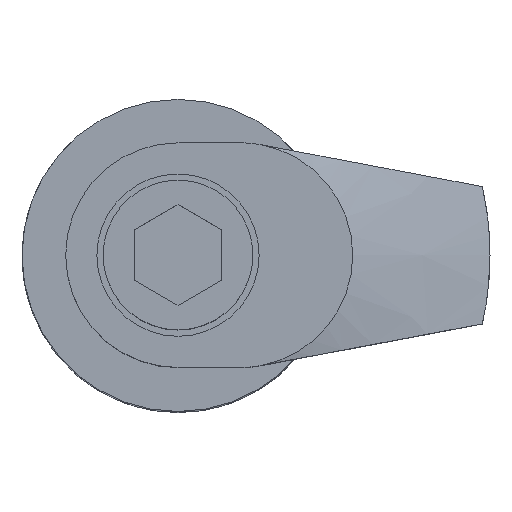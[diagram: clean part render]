
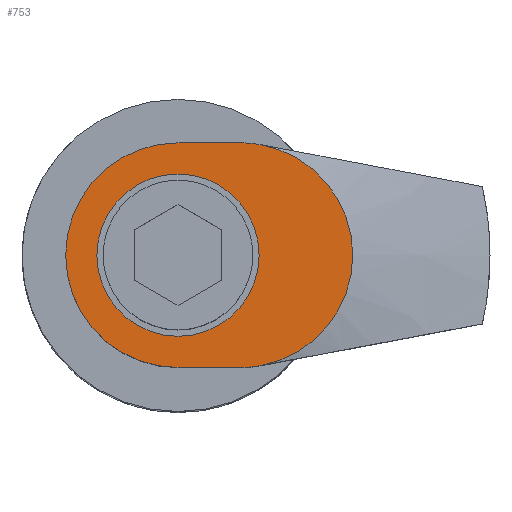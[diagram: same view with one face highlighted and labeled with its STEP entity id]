
A CAD part, top view. The second image highlights one B-rep face of the part: STEP entity #753.
In plain terms, the highlighted planar face has unit normal (0, 0, 1).
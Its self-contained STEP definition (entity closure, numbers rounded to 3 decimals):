
#6 = CIRCLE ( 'NONE', #124, 18. ) ;
#44 = AXIS2_PLACEMENT_3D ( 'NONE', #598, #1000, #1724 ) ;
#71 = DIRECTION ( 'NONE',  ( 1., 0., 0. ) ) ;
#124 = AXIS2_PLACEMENT_3D ( 'NONE', #1445, #1813, #2167 ) ;
#137 = EDGE_CURVE ( 'NONE', #1189, #297, #1191, .T. ) ;
#150 = AXIS2_PLACEMENT_3D ( 'NONE', #993, #459, #1186 ) ;
#217 = CARTESIAN_POINT ( 'NONE',  ( 10., 18., 60. ) ) ;
#243 = CIRCLE ( 'NONE', #284, 13. ) ;
#283 = VERTEX_POINT ( 'NONE', #1566 ) ;
#284 = AXIS2_PLACEMENT_3D ( 'NONE', #816, #760, #602 ) ;
#297 = VERTEX_POINT ( 'NONE', #478 ) ;
#346 = ORIENTED_EDGE ( 'NONE', *, *, #1702, .T. ) ;
#355 = VECTOR ( 'NONE', #779, 1000. ) ;
#379 = CARTESIAN_POINT ( 'NONE',  ( 10., 18., 60. ) ) ;
#392 = CARTESIAN_POINT ( 'NONE',  ( 0., 0., 60. ) ) ;
#406 = LINE ( 'NONE', #379, #355 ) ;
#420 = DIRECTION ( 'NONE',  ( 1., 0., 0. ) ) ;
#459 = DIRECTION ( 'NONE',  ( 0., 0., -1. ) ) ;
#468 = CARTESIAN_POINT ( 'NONE',  ( 10., -18., 60. ) ) ;
#478 = CARTESIAN_POINT ( 'NONE',  ( 13.338, -17.688, 60. ) ) ;
#500 = VERTEX_POINT ( 'NONE', #2218 ) ;
#598 = CARTESIAN_POINT ( 'NONE',  ( 0., 0., 60. ) ) ;
#602 = DIRECTION ( 'NONE',  ( 1., 0., 0. ) ) ;
#623 = ORIENTED_EDGE ( 'NONE', *, *, #992, .F. ) ;
#655 = VERTEX_POINT ( 'NONE', #2084 ) ;
#679 = EDGE_CURVE ( 'NONE', #655, #2249, #1867, .T. ) ;
#703 = DIRECTION ( 'NONE',  ( 1., 0., 0. ) ) ;
#718 = LINE ( 'NONE', #1440, #2017 ) ;
#753 = ADVANCED_FACE ( 'NONE', ( #1872, #2057 ), #1896, .T. ) ;
#754 = VERTEX_POINT ( 'NONE', #978 ) ;
#760 = DIRECTION ( 'NONE',  ( 0., 0., 1. ) ) ;
#776 = CIRCLE ( 'NONE', #1975, 18. ) ;
#779 = DIRECTION ( 'NONE',  ( -1., 0., 0. ) ) ;
#816 = CARTESIAN_POINT ( 'NONE',  ( 0., 0., 60. ) ) ;
#864 = EDGE_LOOP ( 'NONE', ( #623, #1187 ) ) ;
#924 = DIRECTION ( 'NONE',  ( 1., 0., 0. ) ) ;
#964 = ORIENTED_EDGE ( 'NONE', *, *, #137, .F. ) ;
#978 = CARTESIAN_POINT ( 'NONE',  ( -13., 0., 60. ) ) ;
#992 = EDGE_CURVE ( 'NONE', #500, #754, #243, .T. ) ;
#993 = CARTESIAN_POINT ( 'NONE',  ( 10., 0., 60. ) ) ;
#1000 = DIRECTION ( 'NONE',  ( 0., 0., 1. ) ) ;
#1054 = ORIENTED_EDGE ( 'NONE', *, *, #1318, .T. ) ;
#1074 = CIRCLE ( 'NONE', #1412, 18. ) ;
#1138 = DIRECTION ( 'NONE',  ( 0., 0., 1. ) ) ;
#1179 = VERTEX_POINT ( 'NONE', #468 ) ;
#1186 = DIRECTION ( 'NONE',  ( -1., 0., 0. ) ) ;
#1187 = ORIENTED_EDGE ( 'NONE', *, *, #1808, .F. ) ;
#1189 = VERTEX_POINT ( 'NONE', #1951 ) ;
#1191 = CIRCLE ( 'NONE', #150, 18. ) ;
#1318 = EDGE_CURVE ( 'NONE', #1179, #297, #776, .T. ) ;
#1320 = DIRECTION ( 'NONE',  ( 1., 0., 0. ) ) ;
#1333 = CARTESIAN_POINT ( 'NONE',  ( 10., 0., 60. ) ) ;
#1363 = CARTESIAN_POINT ( 'NONE',  ( 0., 0., 60. ) ) ;
#1412 = AXIS2_PLACEMENT_3D ( 'NONE', #1333, #2042, #420 ) ;
#1440 = CARTESIAN_POINT ( 'NONE',  ( 0., -18., 60. ) ) ;
#1445 = CARTESIAN_POINT ( 'NONE',  ( 0., 0., 60. ) ) ;
#1515 = ORIENTED_EDGE ( 'NONE', *, *, #1976, .T. ) ;
#1524 = EDGE_CURVE ( 'NONE', #1189, #1801, #1074, .T. ) ;
#1566 = CARTESIAN_POINT ( 'NONE',  ( 0., -18., 60. ) ) ;
#1679 = EDGE_LOOP ( 'NONE', ( #1054, #964, #1737, #1932, #1892, #346, #1515 ) ) ;
#1702 = EDGE_CURVE ( 'NONE', #2249, #283, #6, .T. ) ;
#1724 = DIRECTION ( 'NONE',  ( 1., 0., 0. ) ) ;
#1737 = ORIENTED_EDGE ( 'NONE', *, *, #1524, .T. ) ;
#1762 = AXIS2_PLACEMENT_3D ( 'NONE', #392, #1138, #1320 ) ;
#1801 = VERTEX_POINT ( 'NONE', #217 ) ;
#1808 = EDGE_CURVE ( 'NONE', #754, #500, #1978, .T. ) ;
#1813 = DIRECTION ( 'NONE',  ( 0., 0., 1. ) ) ;
#1825 = AXIS2_PLACEMENT_3D ( 'NONE', #1363, #2074, #71 ) ;
#1840 = EDGE_CURVE ( 'NONE', #1801, #655, #406, .T. ) ;
#1867 = CIRCLE ( 'NONE', #1825, 18. ) ;
#1872 = FACE_BOUND ( 'NONE', #864, .T. ) ;
#1892 = ORIENTED_EDGE ( 'NONE', *, *, #679, .T. ) ;
#1896 = PLANE ( 'NONE',  #44 ) ;
#1932 = ORIENTED_EDGE ( 'NONE', *, *, #1840, .T. ) ;
#1951 = CARTESIAN_POINT ( 'NONE',  ( 13.338, 17.688, 60. ) ) ;
#1975 = AXIS2_PLACEMENT_3D ( 'NONE', #1983, #2323, #703 ) ;
#1976 = EDGE_CURVE ( 'NONE', #283, #1179, #718, .T. ) ;
#1978 = CIRCLE ( 'NONE', #1762, 13. ) ;
#1983 = CARTESIAN_POINT ( 'NONE',  ( 10., 0., 60. ) ) ;
#2017 = VECTOR ( 'NONE', #924, 1000. ) ;
#2042 = DIRECTION ( 'NONE',  ( 0., 0., 1. ) ) ;
#2057 = FACE_OUTER_BOUND ( 'NONE', #1679, .T. ) ;
#2074 = DIRECTION ( 'NONE',  ( 0., 0., 1. ) ) ;
#2084 = CARTESIAN_POINT ( 'NONE',  ( 0., 18., 60. ) ) ;
#2153 = CARTESIAN_POINT ( 'NONE',  ( -18., 0., 60. ) ) ;
#2167 = DIRECTION ( 'NONE',  ( 1., 0., 0. ) ) ;
#2218 = CARTESIAN_POINT ( 'NONE',  ( 13., 0., 60. ) ) ;
#2249 = VERTEX_POINT ( 'NONE', #2153 ) ;
#2323 = DIRECTION ( 'NONE',  ( 0., 0., 1. ) ) ;
